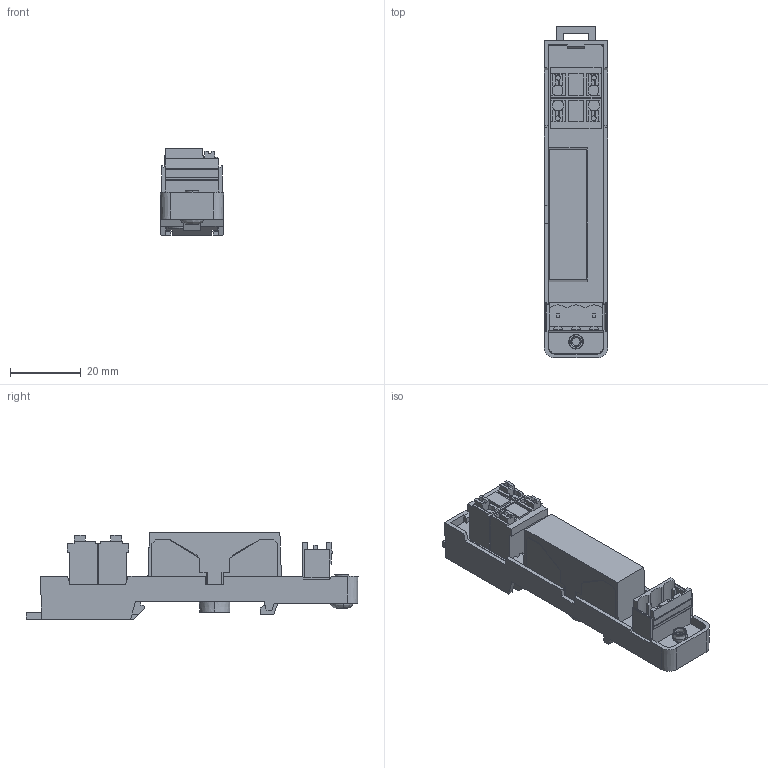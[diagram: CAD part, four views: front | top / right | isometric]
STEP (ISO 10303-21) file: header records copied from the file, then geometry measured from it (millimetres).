
FILE_DESCRIPTION(('CATIA V5R22 STEP214','CAx-IF Rec.Pracs.--- Model Styling and Organization---1.4--- 2014-01-23'),'2;1');
FILE_NAME ('1916588-1_0_8000118954_3D_8000118954.stp','2022-10-05T15:50:01+00:00',('none'),('Weidmueller'),'CATIA Version 5-6 Release 2016 SP3 HF44','CATIA V5 STEP AP214','none');
FILE_SCHEMA(('AUTOMOTIVE_DESIGN { 1 0 10303 214 1 1 1 1 }'));
Length unit declared in the file: millimetre
Products named in the file (1): 3D_8000091885
Bounding box: 17.9 x 93.64 x 24.4 mm (x, y, z)
Volume: 17200.4 mm3; surface area: 15375 mm2
Topology: 1 solids, 9 shells, 838 faces, 2456 edges, 1622 vertices
Faces by surface type: plane 673, cylinder 139, cone 20, bspline 6
Entity records: 29087 total; most frequent: CARTESIAN_POINT 6195, ORIENTED_EDGE 4912, DIRECTION 3954, EDGE_CURVE 2456, VECTOR 2028, LINE 2028, VERTEX_POINT 1622, AXIS2_PLACEMENT_3D 1095
